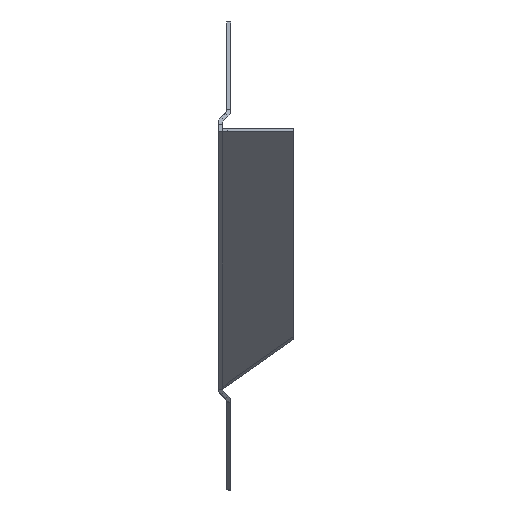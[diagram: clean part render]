
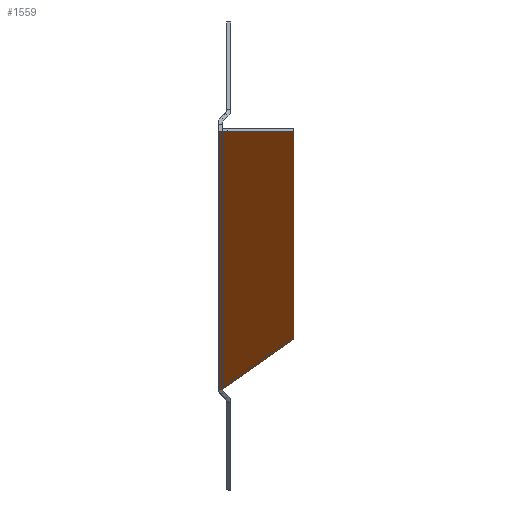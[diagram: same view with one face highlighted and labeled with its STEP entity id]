
A CAD part, left-side view. The second image highlights one B-rep face of the part: STEP entity #1559.
In plain terms, the highlighted planar face has unit normal (-0.707, 0, -0.707).
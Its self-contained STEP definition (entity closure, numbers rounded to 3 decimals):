
#9 = DIRECTION ( 'NONE',  ( 0.707, 0., 0.707 ) ) ;
#10 = CARTESIAN_POINT ( 'NONE',  ( -152.437, 0.7, -45.467 ) ) ;
#23 = CARTESIAN_POINT ( 'NONE',  ( -196.702, -1., -1.202 ) ) ;
#25 = CARTESIAN_POINT ( 'NONE',  ( -98.952, 0.7, -98.952 ) ) ;
#47 = VECTOR ( 'NONE', #707, 1000. ) ;
#61 = VERTEX_POINT ( 'NONE', #1488 ) ;
#78 = VERTEX_POINT ( 'NONE', #10 ) ;
#80 = ORIENTED_EDGE ( 'NONE', *, *, #1155, .T. ) ;
#88 = CARTESIAN_POINT ( 'NONE',  ( -196.702, 0.7, -1.202 ) ) ;
#113 = CARTESIAN_POINT ( 'NONE',  ( -196.702, -1., -1.202 ) ) ;
#136 = ORIENTED_EDGE ( 'NONE', *, *, #440, .F. ) ;
#149 = DIRECTION ( 'NONE',  ( 0.707, 0., -0.707 ) ) ;
#171 = VECTOR ( 'NONE', #261, 1000. ) ;
#184 = VERTEX_POINT ( 'NONE', #717 ) ;
#198 = LINE ( 'NONE', #25, #1556 ) ;
#250 = CARTESIAN_POINT ( 'NONE',  ( -153.027, -0.736, -44.877 ) ) ;
#261 = DIRECTION ( 'NONE',  ( -0.707, 0., 0.707 ) ) ;
#301 = EDGE_CURVE ( 'NONE', #78, #61, #760, .T. ) ;
#356 = ORIENTED_EDGE ( 'NONE', *, *, #650, .T. ) ;
#413 = LINE ( 'NONE', #23, #47 ) ;
#440 = EDGE_CURVE ( 'NONE', #1382, #61, #1372, .T. ) ;
#465 = VERTEX_POINT ( 'NONE', #113 ) ;
#473 = CARTESIAN_POINT ( 'NONE',  ( -152.437, 0.7, -45.467 ) ) ;
#498 = VECTOR ( 'NONE', #1192, 1000. ) ;
#511 = CARTESIAN_POINT ( 'NONE',  ( -196.702, 0., -1.202 ) ) ;
#537 = CARTESIAN_POINT ( 'NONE',  ( -161.162, -12.3, -36.742 ) ) ;
#650 = EDGE_CURVE ( 'NONE', #465, #1055, #413, .T. ) ;
#707 = DIRECTION ( 'NONE',  ( 0., 1., 0. ) ) ;
#717 = CARTESIAN_POINT ( 'NONE',  ( -196.702, -12.3, -1.202 ) ) ;
#749 = ORIENTED_EDGE ( 'NONE', *, *, #1527, .T. ) ;
#752 = AXIS2_PLACEMENT_3D ( 'NONE', #1237, #9, #149 ) ;
#760 = B_SPLINE_CURVE_WITH_KNOTS ( 'NONE', 3,
 ( #473, #861, #1035, #770, #250, #1565 ),
 .UNSPECIFIED., .F., .F.,
 ( 4, 2, 4 ),
 ( 0.001, 0.002, 0.003 ),
 .UNSPECIFIED. ) ;
#770 = CARTESIAN_POINT ( 'NONE',  ( -152.882, -0.47, -45.022 ) ) ;
#789 = DIRECTION ( 'NONE',  ( 0.5, 0.707, -0.5 ) ) ;
#790 = DIRECTION ( 'NONE',  ( 0.707, 0., -0.707 ) ) ;
#832 = PLANE ( 'NONE',  #752 ) ;
#861 = CARTESIAN_POINT ( 'NONE',  ( -152.523, 0.388, -45.381 ) ) ;
#885 = LINE ( 'NONE', #1074, #171 ) ;
#912 = EDGE_LOOP ( 'NONE', ( #136, #749, #80, #356, #1707, #1557 ) ) ;
#1035 = CARTESIAN_POINT ( 'NONE',  ( -152.63, 0.091, -45.274 ) ) ;
#1055 = VERTEX_POINT ( 'NONE', #88 ) ;
#1074 = CARTESIAN_POINT ( 'NONE',  ( -98.952, -12.3, -98.952 ) ) ;
#1107 = EDGE_CURVE ( 'NONE', #1055, #78, #198, .T. ) ;
#1155 = EDGE_CURVE ( 'NONE', #184, #465, #1517, .T. ) ;
#1192 = DIRECTION ( 'NONE',  ( 0., 1., 0. ) ) ;
#1237 = CARTESIAN_POINT ( 'NONE',  ( -98.952, 0., -98.952 ) ) ;
#1372 = LINE ( 'NONE', #1699, #1678 ) ;
#1382 = VERTEX_POINT ( 'NONE', #537 ) ;
#1488 = CARTESIAN_POINT ( 'NONE',  ( -153.172, -1., -44.732 ) ) ;
#1517 = LINE ( 'NONE', #511, #498 ) ;
#1527 = EDGE_CURVE ( 'NONE', #1382, #184, #885, .T. ) ;
#1533 = FACE_OUTER_BOUND ( 'NONE', #912, .T. ) ;
#1556 = VECTOR ( 'NONE', #790, 1000. ) ;
#1557 = ORIENTED_EDGE ( 'NONE', *, *, #301, .T. ) ;
#1559 = ADVANCED_FACE ( 'NONE', ( #1533 ), #832, .F. ) ;
#1565 = CARTESIAN_POINT ( 'NONE',  ( -153.172, -1., -44.732 ) ) ;
#1678 = VECTOR ( 'NONE', #789, 1000. ) ;
#1699 = CARTESIAN_POINT ( 'NONE',  ( -151.702, 1.079, -46.202 ) ) ;
#1707 = ORIENTED_EDGE ( 'NONE', *, *, #1107, .T. ) ;
